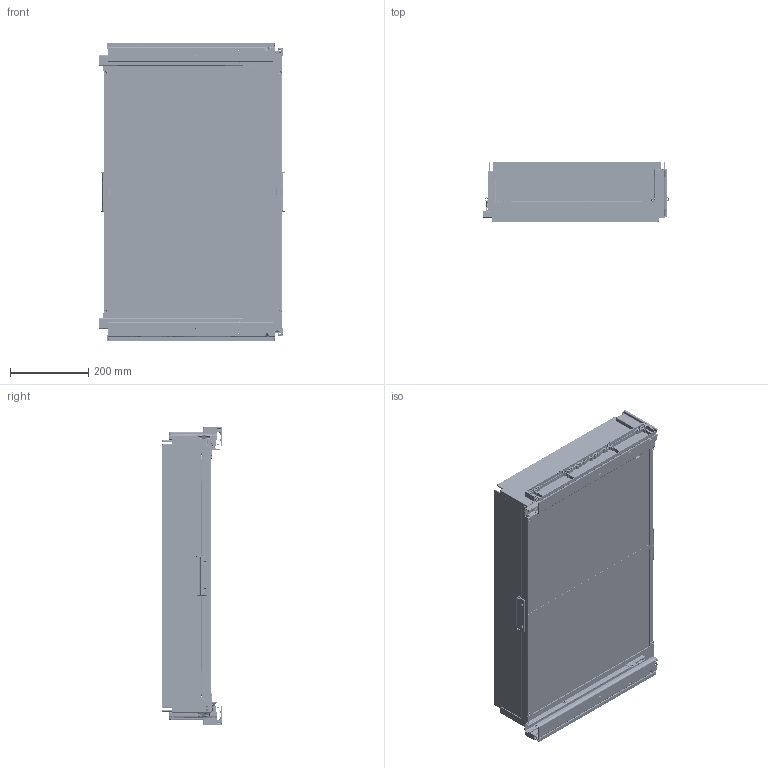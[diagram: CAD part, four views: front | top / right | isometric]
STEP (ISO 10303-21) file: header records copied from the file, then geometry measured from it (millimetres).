
FILE_DESCRIPTION((''),'2;1');
FILE_NAME('MX008A1-1_ASM','2025-04-25T',('Administrator'),(''),'PRO/ENGINEER BY PARAMETRIC TECHNOLOGY CORPORATION, 2010280','PRO/ENGINEER BY PARAMETRIC TECHNOLOGY CORPORATION, 2010280','');
FILE_SCHEMA(('AUTOMOTIVE_DESIGN_CC2 { 1 2 10303 214 -1 1 5 2 }'));
Products named in the file (43): 900-YOU-HOU__2_2_2; 900-ZUO-HOU__2_2_4; 800-QIAN__2_2_2; LV_659_3; LV-416__2_2_8; 682X439-MU-BAN_2; BO-LI-100X431__2_2_6; BO-LI-100X675_2; GU-DING-JIAN_1__2_2_2; LIAN-TIAO_6; MENBANKOU_MIR_MIR_1; MEN-BAN-KOU-YOU-XIN_MIR_MIR_1; BIAN-JI-M5X6-_MIR_MIR_1; CHEN-JI-M5X6_MIR_MIR_1; LV-GAI-ZUO-_MIR_1; X-YOU_1; BAI-LONG-DAO-GUI-KOU-ZUO_1; JINGXIANG-YOU_ASM_5_ASM; MENBANKOU_MIR_2; MEN-BAN-KOU-YOU-XIN_MIR_2; BIAN-JI-M5X6-_MIR_2; CHEN-JI-M5X6_MIR_2; LV-GAI-ZUO-_2; X-ZUO_1; BAI-LONG-DAO-GUI-KOU-YOU_3; JINGXIANG-ZUO_ASM_5_ASM; 800-DIE-JIA-22_1; 800-SHUIPAN_X_1; DIAN-JIAO_10; 800-DIE-JIA-22_ASM_1_ASM; DI-BAN-L_MIR_1; SHANG-DI-BAN_MIR_1; DEFAULT-695_MIR_1; XIN-DAO-GUI-YOU_ASM_2_ASM; DI-BAN-L_1; SHANG-DI-BAN_1; DEFAULT-695_1; XIN-DAO-GUI-ZUO_ASM_1_ASM; AN-ZHUANG-DIAN-BAN-SL-YOU_14__F; ZHUANG-SHI-GAI--_4__F_1 ...
Assembly tree (58 placements, depth 4):
  MX008A1-1_ASM
    MX007A2--G_ASM_23_ASM
      900-YOU-HOU__2_2_2
      900-ZUO-HOU__2_2_4
      800-QIAN__2_2_2  x2
      LV_659_3  x2
      LV-416__2_2_8  x2
      682X439-MU-BAN_2
      BO-LI-100X431__2_2_6  x2
      BO-LI-100X675_2  x2
      GU-DING-JIAN_1__2_2_2  x2
      LIAN-TIAO_6
      JINGXIANG-YOU_ASM_5_ASM
        MENBANKOU_MIR_MIR_1
        MEN-BAN-KOU-YOU-XIN_MIR_MIR_1
        BIAN-JI-M5X6-_MIR_MIR_1  x2
        CHEN-JI-M5X6_MIR_MIR_1  x3
        LV-GAI-ZUO-_MIR_1
        X-YOU_1
        BAI-LONG-DAO-GUI-KOU-ZUO_1
      JINGXIANG-ZUO_ASM_5_ASM
        MENBANKOU_MIR_2
        MEN-BAN-KOU-YOU-XIN_MIR_2
        BIAN-JI-M5X6-_MIR_2  x2
        CHEN-JI-M5X6_MIR_2  x3
        LV-GAI-ZUO-_2
        X-ZUO_1
        BAI-LONG-DAO-GUI-KOU-YOU_3
      800-DIE-JIA-22_ASM_1_ASM
        800-DIE-JIA-22_1
        800-SHUIPAN_X_1
        DIAN-JIAO_10  x4
      XIN-DAO-GUI-YOU_ASM_2_ASM
        DI-BAN-L_MIR_1
        SHANG-DI-BAN_MIR_1
        DEFAULT-695_MIR_1
      XIN-DAO-GUI-ZUO_ASM_1_ASM
        DI-BAN-L_1
        SHANG-DI-BAN_1
        DEFAULT-695_1
      SI-BIAN-LAN-DAO-GUI-GAI_F_ASM_3_ASM  x2
        AN-ZHUANG-DIAN-BAN-SL-YOU_14__F
        ZHUANG-SHI-GAI--_4__F_1
Bounding box: 476.85 x 154.52 x 764 mm (x, y, z)
Surface area: 3082956.2 mm2 (no closed solid volume)
Topology: 0 solids, 0 shells, 5870 faces, 30340 edges, 30046 vertices
Faces by surface type: bspline 5570, torus 248, sphere 52
Entity records: 582392 total; most frequent: CARTESIAN_POINT 261825, DIRECTION 40171, TRIMMED_CURVE 34840, VECTOR 30209, LINE 30209, DEFINITIONAL_REPRESENTATION 22678, PCURVE 22678, COMPOSITE_CURVE_SEGMENT 22678
